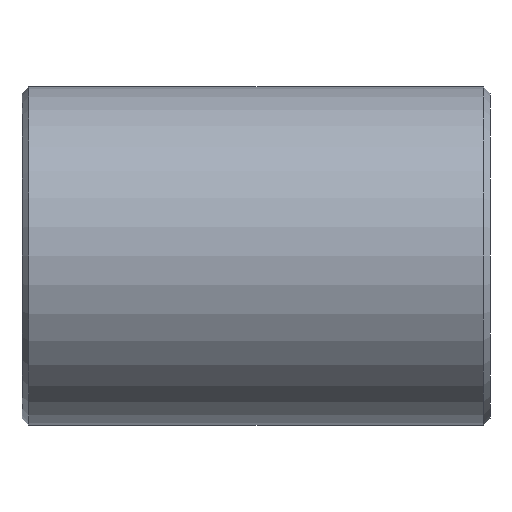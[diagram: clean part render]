
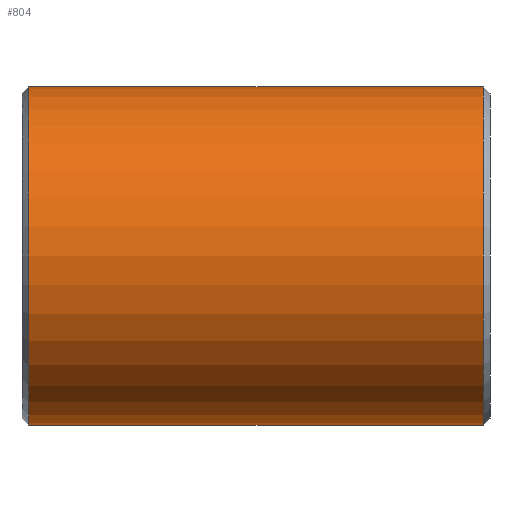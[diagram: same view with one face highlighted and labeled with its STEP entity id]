
A CAD part, left-side view. The second image highlights one B-rep face of the part: STEP entity #804.
In plain terms, the highlighted cylindrical face has radius 3 mm (diameter 6 mm), a partial arc.
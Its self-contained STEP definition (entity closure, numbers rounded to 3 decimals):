
#30 = AXIS2_PLACEMENT_3D ( 'NONE', #230, #431, #251 ) ;
#107 = EDGE_LOOP ( 'NONE', ( #844, #1988, #1089, #713 ) ) ;
#111 = CIRCLE ( 'NONE', #503, 3. ) ;
#124 = FACE_OUTER_BOUND ( 'NONE', #107, .T. ) ;
#147 = DIRECTION ( 'NONE',  ( 0., 0., 1. ) ) ;
#230 = CARTESIAN_POINT ( 'NONE',  ( 0., 4.026, 0. ) ) ;
#251 = DIRECTION ( 'NONE',  ( 0., 0., 1. ) ) ;
#258 = VERTEX_POINT ( 'NONE', #1732 ) ;
#328 = VERTEX_POINT ( 'NONE', #1764 ) ;
#431 = DIRECTION ( 'NONE',  ( 0., -1., 0. ) ) ;
#472 = DIRECTION ( 'NONE',  ( 0., 1., 0. ) ) ;
#484 = CARTESIAN_POINT ( 'NONE',  ( 0., -4.15, 0. ) ) ;
#503 = AXIS2_PLACEMENT_3D ( 'NONE', #2187, #472, #147 ) ;
#592 = EDGE_CURVE ( 'NONE', #1171, #328, #767, .T. ) ;
#697 = DIRECTION ( 'NONE',  ( 0., 0., 1. ) ) ;
#706 = CARTESIAN_POINT ( 'NONE',  ( 0., -4.15, -3. ) ) ;
#713 = ORIENTED_EDGE ( 'NONE', *, *, #1017, .T. ) ;
#767 = LINE ( 'NONE', #969, #1973 ) ;
#804 = ADVANCED_FACE ( 'NONE', ( #124 ), #1635, .T. ) ;
#844 = ORIENTED_EDGE ( 'NONE', *, *, #1172, .F. ) ;
#874 = DIRECTION ( 'NONE',  ( 0., 1., 0. ) ) ;
#969 = CARTESIAN_POINT ( 'NONE',  ( 0., -4.15, 3. ) ) ;
#982 = CIRCLE ( 'NONE', #30, 3. ) ;
#1017 = EDGE_CURVE ( 'NONE', #328, #258, #982, .T. ) ;
#1089 = ORIENTED_EDGE ( 'NONE', *, *, #592, .T. ) ;
#1171 = VERTEX_POINT ( 'NONE', #1431 ) ;
#1172 = EDGE_CURVE ( 'NONE', #2252, #258, #1458, .T. ) ;
#1189 = EDGE_CURVE ( 'NONE', #2252, #1171, #111, .T. ) ;
#1431 = CARTESIAN_POINT ( 'NONE',  ( 0., -4.026, 3. ) ) ;
#1458 = LINE ( 'NONE', #706, #1464 ) ;
#1464 = VECTOR ( 'NONE', #874, 1000. ) ;
#1635 = CYLINDRICAL_SURFACE ( 'NONE', #2296, 3. ) ;
#1732 = CARTESIAN_POINT ( 'NONE',  ( 0., 4.026, -3. ) ) ;
#1736 = CARTESIAN_POINT ( 'NONE',  ( 0., -4.026, -3. ) ) ;
#1764 = CARTESIAN_POINT ( 'NONE',  ( 0., 4.026, 3. ) ) ;
#1895 = DIRECTION ( 'NONE',  ( 0., 1., 0. ) ) ;
#1973 = VECTOR ( 'NONE', #1895, 1000. ) ;
#1988 = ORIENTED_EDGE ( 'NONE', *, *, #1189, .T. ) ;
#2049 = DIRECTION ( 'NONE',  ( 0., 1., 0. ) ) ;
#2187 = CARTESIAN_POINT ( 'NONE',  ( 0., -4.026, 0. ) ) ;
#2252 = VERTEX_POINT ( 'NONE', #1736 ) ;
#2296 = AXIS2_PLACEMENT_3D ( 'NONE', #484, #2049, #697 ) ;
